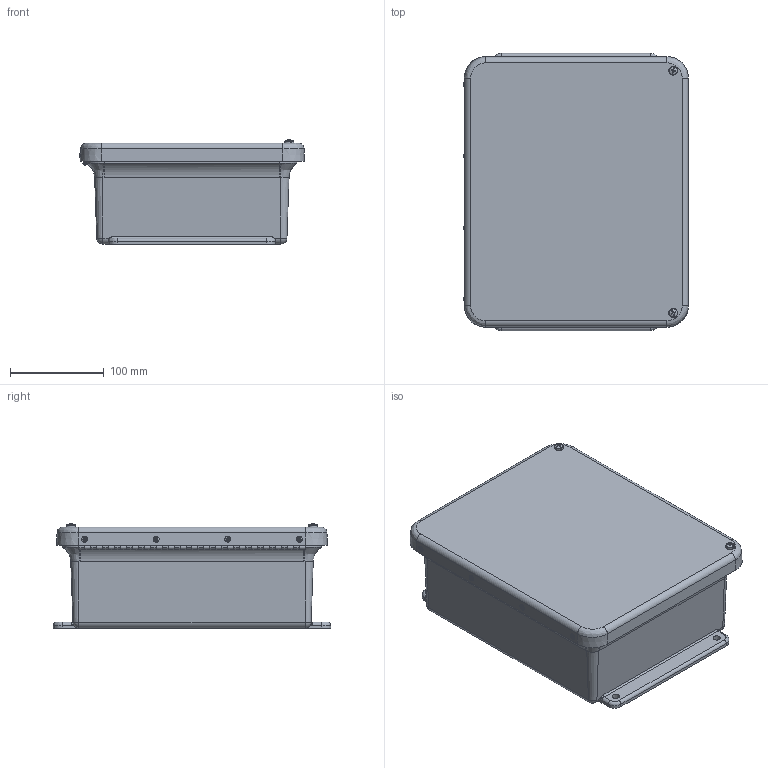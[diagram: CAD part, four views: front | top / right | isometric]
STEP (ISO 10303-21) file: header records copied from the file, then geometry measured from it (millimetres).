
FILE_DESCRIPTION (( 'STEP AP214' ), '1' );
FILE_NAME ('M1008HW.STEP', '2018-11-07T16:14:55', ( '' ), ( '' ), 'SwSTEP 2.0', 'SolidWorks 2018', '' );
FILE_SCHEMA (( 'AUTOMOTIVE_DESIGN' ));
Length unit declared in the file: inch
Products named in the file (1): M1008HW
Bounding box: 239.61 x 295.27 x 110.89 mm (x, y, z)
Volume: 992862.4 mm3; surface area: 519654.4 mm2
Topology: 22 solids, 22 shells, 759 faces, 1885 edges, 1195 vertices
Faces by surface type: cylinder 291, plane 259, cone 129, bspline 76, torus 4
Full cylindrical faces by diameter (mm): 2.159 x39, 3.175 x8, 3.327 x8, 3.556 x8, 3.683 x2, 3.861 x5, 3.962 x7, 3.967 x40, 4.826 x40, 5.537 x4, 6.35 x8, 6.858 x6
Entity records: 33852 total; most frequent: CARTESIAN_POINT 7416, DIRECTION 3282, ORIENTED_EDGE 3020, EDGE_CURVE 1510, AXIS2_PLACEMENT_3D 1308, EDGE_LOOP 1186, VERTEX_POINT 1096, FACE_OUTER_BOUND 934
